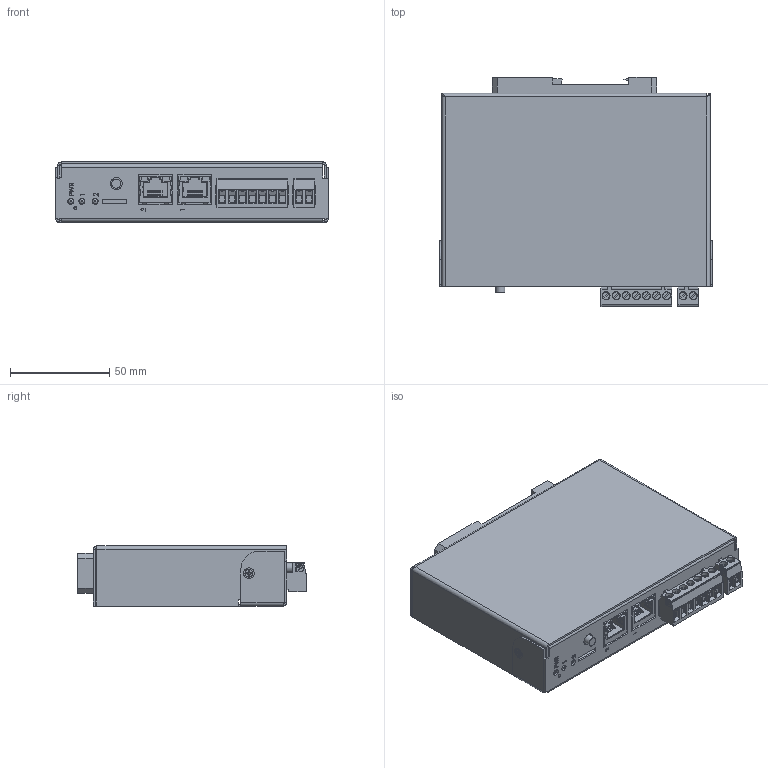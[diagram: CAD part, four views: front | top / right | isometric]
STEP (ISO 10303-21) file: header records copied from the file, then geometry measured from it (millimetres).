
FILE_DESCRIPTION(/* description */ (''),/* implementation_level */ '2;1');
FILE_NAME(/* name */ 'N2E.step',/* time_stamp */ '2020-06-17T13:44:20-05:00',/* author */ (''),/* organization */ (''),/* preprocessor_version */ 'ST-DEVELOPER v18.1',/* originating_system */ 'Autodesk Translation Framework v9.3.0.1241',/* authorisation */ '');
FILE_SCHEMA (('AUTOMOTIVE_DESIGN { 1 0 10303 214 3 1 1 }'));
Products named in the file (1): N2E
Bounding box: 137.16 x 115.18 x 30.23 mm (x, y, z)
Volume: 70083.9 mm3; surface area: 104669 mm2
Topology: 15 solids, 15 shells, 1449 faces, 3874 edges, 2522 vertices
Faces by surface type: plane 1091, cylinder 288, bspline 36, cone 34
Full cylindrical faces by diameter (mm): 0.609 x2, 1.4 x9, 1.524 x1, 1.986 x30, 2.261 x2, 2.8 x7, 2.845 x34, 3.048 x3, 3.175 x4, 3.264 x2, 3.302 x2, 3.556 x2, 3.783 x9, 3.988 x2, 4 x9, 4.191 x4, 4.572 x1, 6.096 x1, 6.35 x2, 8.636 x2
Entity records: 51953 total; most frequent: CARTESIAN_POINT 15865, ORIENTED_EDGE 7740, DIRECTION 6939, EDGE_CURVE 3870, LINE 2993, VECTOR 2993, VERTEX_POINT 2522, AXIS2_PLACEMENT_3D 1973
